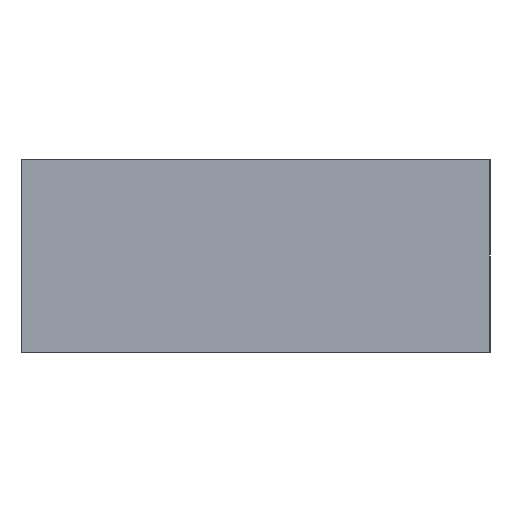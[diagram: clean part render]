
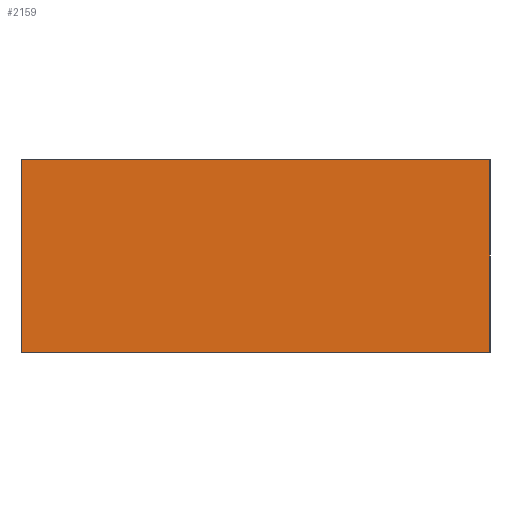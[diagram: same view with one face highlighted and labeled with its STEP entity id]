
A CAD part, left-side view. The second image highlights one B-rep face of the part: STEP entity #2159.
In plain terms, the highlighted planar face has unit normal (-1, 0, 0).
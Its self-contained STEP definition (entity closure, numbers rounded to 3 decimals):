
#2063=CARTESIAN_POINT('',(-3.994,135.826,78.225));
#2064=VERTEX_POINT('',#2063);
#2081=CARTESIAN_POINT('',(-3.994,135.826,22.225));
#2082=VERTEX_POINT('',#2081);
#2089=CARTESIAN_POINT('',(-3.994,135.826,22.225));
#2090=DIRECTION('',(0.,0.,1.));
#2091=VECTOR('',#2090,56.);
#2092=LINE('',#2089,#2091);
#2093=EDGE_CURVE('',#2082,#2064,#2092,.T.);
#2105=CARTESIAN_POINT('',(-3.994,-0.172,78.225));
#2106=VERTEX_POINT('',#2105);
#2113=CARTESIAN_POINT('',(-3.994,-0.172,22.225));
#2114=VERTEX_POINT('',#2113);
#2115=CARTESIAN_POINT('',(-3.994,-0.172,22.225));
#2116=DIRECTION('',(0.,0.,1.));
#2117=VECTOR('',#2116,56.);
#2118=LINE('',#2115,#2117);
#2119=EDGE_CURVE('',#2114,#2106,#2118,.T.);
#2138=CARTESIAN_POINT('',(-3.994,67.617,20.225));
#2139=DIRECTION('',(1.,0.,0.));
#2140=DIRECTION('',(0.,0.,-1.));
#2141=AXIS2_PLACEMENT_3D('',#2138,#2139,#2140);
#2142=PLANE('',#2141);
#2143=CARTESIAN_POINT('',(-3.994,-0.172,78.225));
#2144=DIRECTION('',(0.,1.,0.));
#2145=VECTOR('',#2144,135.998);
#2146=LINE('',#2143,#2145);
#2147=EDGE_CURVE('',#2106,#2064,#2146,.T.);
#2148=ORIENTED_EDGE('',*,*,#2147,.T.);
#2149=ORIENTED_EDGE('',*,*,#2093,.F.);
#2150=CARTESIAN_POINT('',(-3.994,-0.172,22.225));
#2151=DIRECTION('',(0.,1.,0.));
#2152=VECTOR('',#2151,135.998);
#2153=LINE('',#2150,#2152);
#2154=EDGE_CURVE('',#2114,#2082,#2153,.T.);
#2155=ORIENTED_EDGE('',*,*,#2154,.F.);
#2156=ORIENTED_EDGE('',*,*,#2119,.T.);
#2157=EDGE_LOOP('',(#2148,#2149,#2155,#2156));
#2158=FACE_BOUND('',#2157,.T.);
#2159=ADVANCED_FACE('',(#2158),#2142,.F.);
